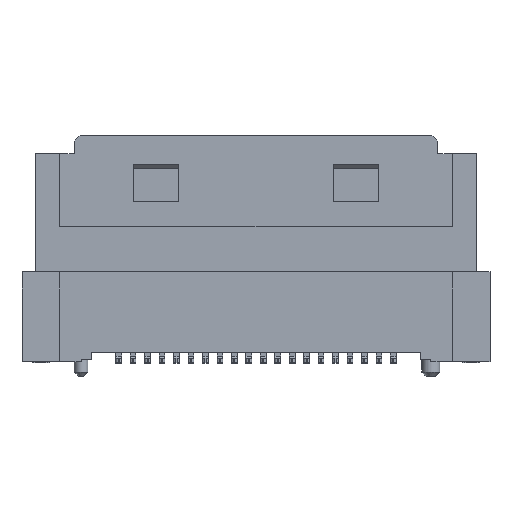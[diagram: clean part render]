
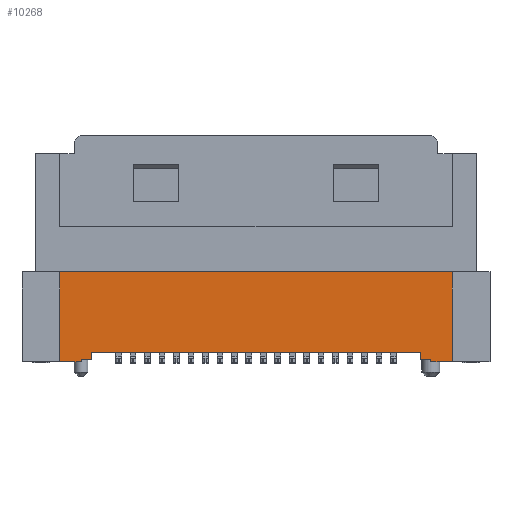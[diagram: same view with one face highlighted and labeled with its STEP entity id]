
A CAD part, top view. The second image highlights one B-rep face of the part: STEP entity #10268.
In plain terms, the highlighted planar face has unit normal (0, 0, 1).
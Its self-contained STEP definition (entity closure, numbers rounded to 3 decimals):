
#75=CARTESIAN_POINT('',(11.81,-4.975,2.4));
#76=VERTEX_POINT('',#75);
#84=CARTESIAN_POINT('',(11.81,-1.025,2.4));
#85=VERTEX_POINT('',#84);
#92=CARTESIAN_POINT('',(11.81,-1.025,2.4));
#93=DIRECTION('',(0.,-1.,0.));
#94=VECTOR('',#93,3.95);
#95=LINE('',#92,#94);
#96=EDGE_CURVE('',#85,#76,#95,.T.);
#2169=CARTESIAN_POINT('',(10.41,-4.875,2.4));
#2170=VERTEX_POINT('',#2169);
#2177=CARTESIAN_POINT('',(10.41,-4.575,2.4));
#2178=VERTEX_POINT('',#2177);
#2179=CARTESIAN_POINT('',(10.41,-4.875,2.4));
#2180=DIRECTION('',(0.,1.,0.));
#2181=VECTOR('',#2180,0.3);
#2182=LINE('',#2179,#2181);
#2183=EDGE_CURVE('',#2170,#2178,#2182,.T.);
#2369=CARTESIAN_POINT('',(10.86,-4.975,2.4));
#2370=VERTEX_POINT('',#2369);
#2381=CARTESIAN_POINT('',(11.81,-4.975,2.4));
#2382=DIRECTION('',(-1.,0.,0.));
#2383=VECTOR('',#2382,0.95);
#2384=LINE('',#2381,#2383);
#2385=EDGE_CURVE('',#76,#2370,#2384,.T.);
#2419=CARTESIAN_POINT('',(10.86,-4.875,2.4));
#2420=VERTEX_POINT('',#2419);
#2421=CARTESIAN_POINT('',(10.86,-4.975,2.4));
#2422=DIRECTION('',(0.,1.,0.));
#2423=VECTOR('',#2422,0.1);
#2424=LINE('',#2421,#2423);
#2425=EDGE_CURVE('',#2370,#2420,#2424,.T.);
#2527=CARTESIAN_POINT('',(10.86,-4.875,2.4));
#2528=DIRECTION('',(-1.,0.,0.));
#2529=VECTOR('',#2528,0.45);
#2530=LINE('',#2527,#2529);
#2531=EDGE_CURVE('',#2420,#2170,#2530,.T.);
#10047=CARTESIAN_POINT('',(-5.46,-1.025,2.4));
#10048=VERTEX_POINT('',#10047);
#10055=CARTESIAN_POINT('',(-5.46,-1.025,2.4));
#10056=DIRECTION('',(1.,0.,0.));
#10057=VECTOR('',#10056,17.27);
#10058=LINE('',#10055,#10057);
#10059=EDGE_CURVE('',#10048,#85,#10058,.T.);
#10209=CARTESIAN_POINT('',(3.175,-3.,2.4));
#10210=DIRECTION('',(-1.,0.,0.));
#10211=DIRECTION('',(0.,0.,1.));
#10212=AXIS2_PLACEMENT_3D('',#10209,#10211,#10210);
#10213=PLANE('',#10212);
#10214=ORIENTED_EDGE('',*,*,#2183,.F.);
#10215=ORIENTED_EDGE('',*,*,#2531,.F.);
#10216=ORIENTED_EDGE('',*,*,#2425,.F.);
#10217=ORIENTED_EDGE('',*,*,#2385,.F.);
#10218=ORIENTED_EDGE('',*,*,#96,.F.);
#10219=ORIENTED_EDGE('',*,*,#10059,.F.);
#10220=CARTESIAN_POINT('',(-5.46,-4.975,2.4));
#10221=VERTEX_POINT('',#10220);
#10222=CARTESIAN_POINT('',(-5.46,-1.025,2.4));
#10223=DIRECTION('',(0.,-1.,0.));
#10224=VECTOR('',#10223,3.95);
#10225=LINE('',#10222,#10224);
#10226=EDGE_CURVE('',#10048,#10221,#10225,.T.);
#10227=ORIENTED_EDGE('',*,*,#10226,.T.);
#10228=CARTESIAN_POINT('',(-4.51,-4.975,2.4));
#10229=VERTEX_POINT('',#10228);
#10230=CARTESIAN_POINT('',(-5.46,-4.975,2.4));
#10231=DIRECTION('',(1.,0.,0.));
#10232=VECTOR('',#10231,0.95);
#10233=LINE('',#10230,#10232);
#10234=EDGE_CURVE('',#10221,#10229,#10233,.T.);
#10235=ORIENTED_EDGE('',*,*,#10234,.T.);
#10236=CARTESIAN_POINT('',(-4.51,-4.875,2.4));
#10237=VERTEX_POINT('',#10236);
#10238=CARTESIAN_POINT('',(-4.51,-4.975,2.4));
#10239=DIRECTION('',(0.,1.,0.));
#10240=VECTOR('',#10239,0.1);
#10241=LINE('',#10238,#10240);
#10242=EDGE_CURVE('',#10229,#10237,#10241,.T.);
#10243=ORIENTED_EDGE('',*,*,#10242,.T.);
#10244=CARTESIAN_POINT('',(-4.06,-4.875,2.4));
#10245=VERTEX_POINT('',#10244);
#10246=CARTESIAN_POINT('',(-4.51,-4.875,2.4));
#10247=DIRECTION('',(1.,0.,0.));
#10248=VECTOR('',#10247,0.45);
#10249=LINE('',#10246,#10248);
#10250=EDGE_CURVE('',#10237,#10245,#10249,.T.);
#10251=ORIENTED_EDGE('',*,*,#10250,.T.);
#10252=CARTESIAN_POINT('',(-4.06,-4.575,2.4));
#10253=VERTEX_POINT('',#10252);
#10254=CARTESIAN_POINT('',(-4.06,-4.875,2.4));
#10255=DIRECTION('',(0.,1.,0.));
#10256=VECTOR('',#10255,0.3);
#10257=LINE('',#10254,#10256);
#10258=EDGE_CURVE('',#10245,#10253,#10257,.T.);
#10259=ORIENTED_EDGE('',*,*,#10258,.T.);
#10260=CARTESIAN_POINT('',(-4.06,-4.575,2.4));
#10261=DIRECTION('',(1.,0.,0.));
#10262=VECTOR('',#10261,14.47);
#10263=LINE('',#10260,#10262);
#10264=EDGE_CURVE('',#10253,#2178,#10263,.T.);
#10265=ORIENTED_EDGE('',*,*,#10264,.T.);
#10266=EDGE_LOOP('',(#10214,#10215,#10216,#10217,#10218,#10219,#10227,#10235,#10243,#10251,#10259,#10265));
#10267=FACE_OUTER_BOUND('',#10266,.T.);
#10268=ADVANCED_FACE('',(#10267),#10213,.T.);
